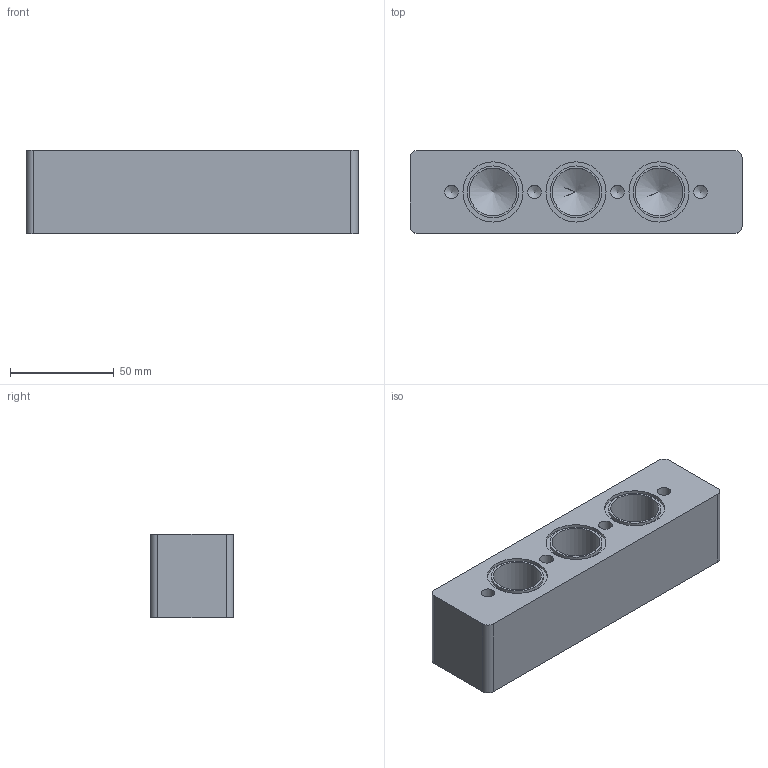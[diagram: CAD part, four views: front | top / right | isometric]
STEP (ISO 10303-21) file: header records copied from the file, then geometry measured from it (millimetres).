
FILE_DESCRIPTION((''),'2;1');
FILE_NAME('SD0204N.stp','2009-08-10T15:18:33',('teddy iii'),(''),'Autodesk Inventor 11','Autodesk Inventor 11','');
FILE_SCHEMA(('AUTOMOTIVE_DESIGN { 1 0 10303 214 1 1 1 1 }'));
Length unit declared in the file: millimetre
Products named in the file (1): SD0204N
Bounding box: 160 x 40 x 40 mm (x, y, z)
Volume: 219220.7 mm3; surface area: 37168.3 mm2
Topology: 1 solids, 1 shells, 36 faces, 84 edges, 56 vertices
Faces by surface type: bspline 14, plane 12, cylinder 10
Full cylindrical faces by diameter (mm): 25 x3, 29 x3
Entity records: 1021 total; most frequent: CARTESIAN_POINT 367, DIRECTION 130, ORIENTED_EDGE 100, EDGE_LOOP 62, AXIS2_PLACEMENT_3D 57, EDGE_CURVE 50, VERTEX_POINT 42, FACE_OUTER_BOUND 36
